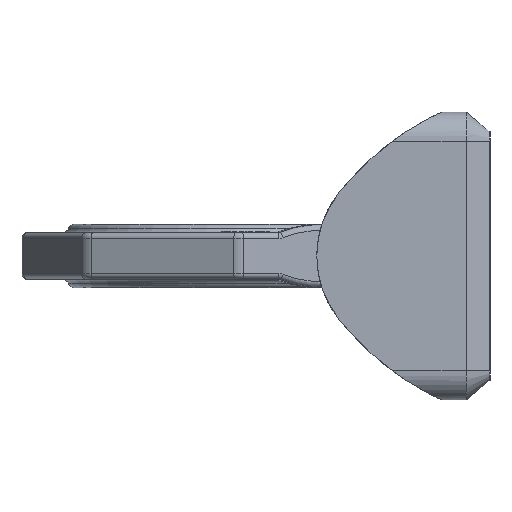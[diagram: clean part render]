
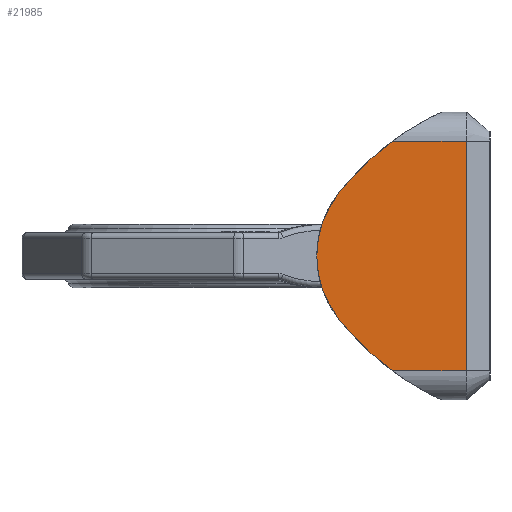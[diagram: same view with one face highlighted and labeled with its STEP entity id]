
A CAD part, left-side view. The second image highlights one B-rep face of the part: STEP entity #21985.
In plain terms, the highlighted face is planar.
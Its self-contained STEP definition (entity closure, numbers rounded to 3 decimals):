
#17919=CARTESIAN_POINT('',(0.,61.5,130.));
#17920=DIRECTION('',(0.,0.,1.));
#17921=DIRECTION('',(0.623,0.782,0.));
#17922=AXIS2_PLACEMENT_3D('',#17919,#17920,#17921);
#17947=CARTESIAN_POINT('',(-98.,83.366,130.));
#19367=CARTESIAN_POINT('',(-96.839,-60.167,130.));
#19368=DIRECTION('',(0.,0.,-1.));
#19369=DIRECTION('',(0.623,0.782,0.));
#19370=AXIS2_PLACEMENT_3D('',#19367,#19368,#19369);
#19372=DIRECTION('',(0.,-1.,0.));
#19373=VECTOR('',#19372,63.106);
#19374=CARTESIAN_POINT('',(98.,83.366,130.));
#19375=LINE('',#19374,#19373);
#19376=DIRECTION('',(0.,-1.,0.));
#19377=VECTOR('',#19376,63.106);
#19378=CARTESIAN_POINT('',(-98.,83.366,130.));
#19379=LINE('',#19378,#19377);
#19380=CARTESIAN_POINT('',(96.839,-60.167,130.));
#19381=DIRECTION('',(0.,0.,1.));
#19382=DIRECTION('',(-0.623,0.782,0.));
#19383=AXIS2_PLACEMENT_3D('',#19380,#19381,#19382);
#19427=CARTESIAN_POINT('',(98.,83.366,130.));
#19532=DIRECTION('',(1.,0.,0.));
#19533=VECTOR('',#19532,196.);
#19534=CARTESIAN_POINT('',(-98.,20.26,130.));
#19535=LINE('',#19534,#19533);
#20194=CARTESIAN_POINT('',(53.868,129.178,130.));
#20195=CARTESIAN_POINT('',(-53.868,129.178,130.));
#20196=VERTEX_POINT('',#20194);
#20197=VERTEX_POINT('',#20195);
#20275=VERTEX_POINT('',#17947);
#20279=VERTEX_POINT('',#19427);
#20296=CARTESIAN_POINT('',(-98.,20.26,130.));
#20297=VERTEX_POINT('',#20296);
#20312=CARTESIAN_POINT('',(98.,20.26,130.));
#20313=VERTEX_POINT('',#20312);
#21968=CARTESIAN_POINT('',(0.,0.,130.));
#21969=DIRECTION('',(0.,0.,1.));
#21970=DIRECTION('',(1.,0.,0.));
#21971=AXIS2_PLACEMENT_3D('',#21968,#21969,#21970);
#21972=PLANE('',#21971);
#21973=ORIENTED_EDGE('',*,*,#20551,.F.);
#21975=ORIENTED_EDGE('',*,*,#21974,.T.);
#21977=ORIENTED_EDGE('',*,*,#21976,.T.);
#21979=ORIENTED_EDGE('',*,*,#21978,.F.);
#21981=ORIENTED_EDGE('',*,*,#21980,.F.);
#21982=ORIENTED_EDGE('',*,*,#20569,.F.);
#21983=EDGE_LOOP('',(#21973,#21975,#21977,#21979,#21981,#21982));
#21984=FACE_OUTER_BOUND('',#21983,.F.);
#21985=ADVANCED_FACE('',(#21984),#21972,.T.);
#17923=CIRCLE('',#17922,86.499);
#19371=CIRCLE('',#19370,242.);
#19384=CIRCLE('',#19383,242.);
#20551=EDGE_CURVE('',#20196,#20197,#17923,.T.);
#20569=EDGE_CURVE('',#20197,#20275,#19384,.T.);
#21974=EDGE_CURVE('',#20196,#20279,#19371,.T.);
#21976=EDGE_CURVE('',#20279,#20313,#19375,.T.);
#21978=EDGE_CURVE('',#20297,#20313,#19535,.T.);
#21980=EDGE_CURVE('',#20275,#20297,#19379,.T.);
